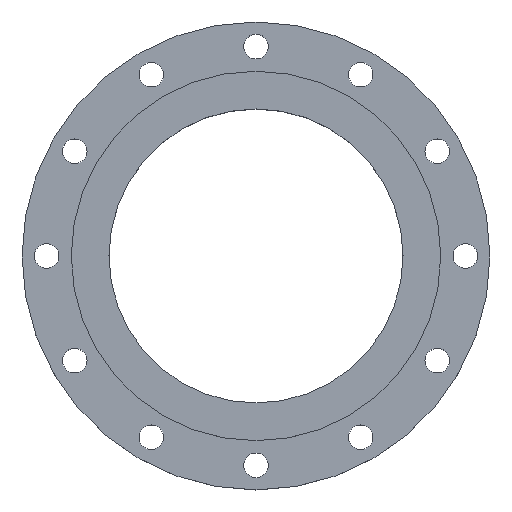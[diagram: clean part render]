
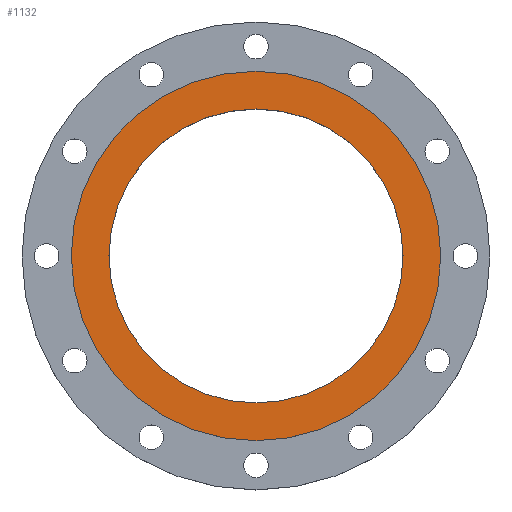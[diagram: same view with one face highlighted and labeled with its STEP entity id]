
A CAD part, top view. The second image highlights one B-rep face of the part: STEP entity #1132.
In plain terms, the highlighted planar face has unit normal (0, 0, 1).
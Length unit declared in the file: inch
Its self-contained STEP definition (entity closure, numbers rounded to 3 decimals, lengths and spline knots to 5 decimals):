
#33 = DIRECTION ( 'NONE',  ( 1., 0., 0. ) ) ;
#40 = VERTEX_POINT ( 'NONE', #686 ) ;
#67 = DIRECTION ( 'NONE',  ( 0., 0., -1. ) ) ;
#85 = CARTESIAN_POINT ( 'NONE',  ( 7.5, 0., 0. ) ) ;
#137 = CARTESIAN_POINT ( 'NONE',  ( 0., 0., 0. ) ) ;
#175 = DIRECTION ( 'NONE',  ( -1., 0., 0. ) ) ;
#217 = DIRECTION ( 'NONE',  ( 1., 0., 0. ) ) ;
#313 = ORIENTED_EDGE ( 'NONE', *, *, #1079, .F. ) ;
#344 = DIRECTION ( 'NONE',  ( 0., 0., 1. ) ) ;
#347 = EDGE_CURVE ( 'NONE', #40, #652, #603, .T. ) ;
#459 = VERTEX_POINT ( 'NONE', #1271 ) ;
#477 = ORIENTED_EDGE ( 'NONE', *, *, #1054, .F. ) ;
#482 = EDGE_LOOP ( 'NONE', ( #477, #313 ) ) ;
#486 = DIRECTION ( 'NONE',  ( 1., 0., 0. ) ) ;
#502 = CIRCLE ( 'NONE', #868, 5.969 ) ;
#581 = CIRCLE ( 'NONE', #1404, 7.5 ) ;
#603 = CIRCLE ( 'NONE', #627, 7.5 ) ;
#627 = AXIS2_PLACEMENT_3D ( 'NONE', #1335, #344, #33 ) ;
#652 = VERTEX_POINT ( 'NONE', #85 ) ;
#665 = CARTESIAN_POINT ( 'NONE',  ( 0., 0., 0. ) ) ;
#686 = CARTESIAN_POINT ( 'NONE',  ( -7.5, 0., 0. ) ) ;
#691 = CARTESIAN_POINT ( 'NONE',  ( 5.969, 0., 0. ) ) ;
#729 = FACE_BOUND ( 'NONE', #482, .T. ) ;
#823 = EDGE_CURVE ( 'NONE', #652, #40, #581, .T. ) ;
#828 = DIRECTION ( 'NONE',  ( 0., 0., 1. ) ) ;
#868 = AXIS2_PLACEMENT_3D ( 'NONE', #1385, #828, #486 ) ;
#871 = DIRECTION ( 'NONE',  ( 0., 0., 1. ) ) ;
#949 = ORIENTED_EDGE ( 'NONE', *, *, #347, .T. ) ;
#1004 = EDGE_LOOP ( 'NONE', ( #1255, #949 ) ) ;
#1037 = DIRECTION ( 'NONE',  ( 1., 0., 0. ) ) ;
#1054 = EDGE_CURVE ( 'NONE', #1322, #459, #502, .T. ) ;
#1074 = CIRCLE ( 'NONE', #1112, 5.969 ) ;
#1079 = EDGE_CURVE ( 'NONE', #459, #1322, #1074, .T. ) ;
#1112 = AXIS2_PLACEMENT_3D ( 'NONE', #137, #1146, #1037 ) ;
#1113 = AXIS2_PLACEMENT_3D ( 'NONE', #1288, #67, #175 ) ;
#1132 = ADVANCED_FACE ( 'NONE', ( #729, #1174 ), #1403, .F. ) ;
#1146 = DIRECTION ( 'NONE',  ( 0., 0., 1. ) ) ;
#1174 = FACE_OUTER_BOUND ( 'NONE', #1004, .T. ) ;
#1255 = ORIENTED_EDGE ( 'NONE', *, *, #823, .T. ) ;
#1271 = CARTESIAN_POINT ( 'NONE',  ( -5.969, 0., 0. ) ) ;
#1288 = CARTESIAN_POINT ( 'NONE',  ( 0., 5.969, 0. ) ) ;
#1322 = VERTEX_POINT ( 'NONE', #691 ) ;
#1335 = CARTESIAN_POINT ( 'NONE',  ( 0., 0., 0. ) ) ;
#1385 = CARTESIAN_POINT ( 'NONE',  ( 0., 0., 0. ) ) ;
#1403 = PLANE ( 'NONE',  #1113 ) ;
#1404 = AXIS2_PLACEMENT_3D ( 'NONE', #665, #871, #217 ) ;
